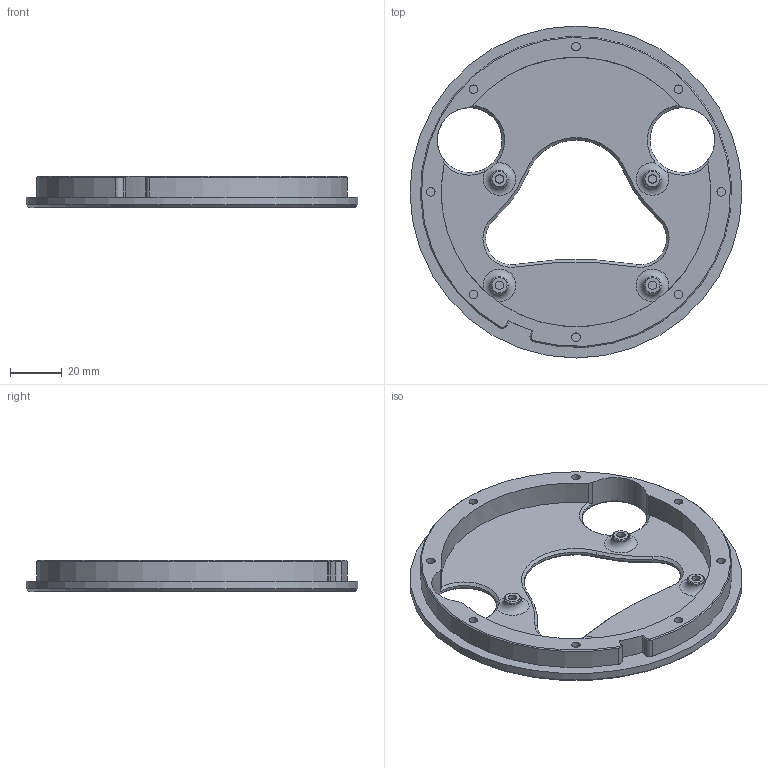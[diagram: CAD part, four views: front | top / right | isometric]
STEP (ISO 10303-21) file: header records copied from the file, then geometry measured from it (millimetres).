
FILE_DESCRIPTION(/* description */ ('','CAx-IF Rec.Pracs.---Representation and Presentation of Product Manufacturing Information (PMI)---4.0---2014-10-13'),/* implementation_level */ '2;1');
FILE_NAME(/* name */ '03 Inner Lower A1 - Inserts v3.step',/* time_stamp */ '2025-01-19T14:19:43Z',/* author */ (''),/* organization */ (''),/* preprocessor_version */ 'ST-DEVELOPER v20',/* originating_system */ 'Autodesk Translation Framework v13.20.0.188',/* authorisation */ '');
FILE_SCHEMA (('AP242_MANAGED_MODEL_BASED_3D_ENGINEERING_MIM_LF { 1 0 10303 442 1 1 4 }'));
Length unit declared in the file: millimetre
Products named in the file (1): 03 Inner Lower A1 - Inserts
Bounding box: 128 x 128 x 12 mm (x, y, z)
Volume: 52218.8 mm3; surface area: 28806.7 mm2
Topology: 1 solids, 1 shells, 127 faces, 260 edges, 159 vertices
Faces by surface type: cylinder 43, plane 40, cone 38, torus 4, bspline 2
Full cylindrical faces by diameter (mm): 3.2 x4, 3.3 x8, 4.2 x12, 6.6 x4, 25 x2, 128 x1
Entity records: 3479 total; most frequent: CARTESIAN_POINT 659, DIRECTION 644, ORIENTED_EDGE 520, AXIS2_PLACEMENT_3D 272, EDGE_CURVE 260, VERTEX_POINT 159, EDGE_LOOP 157, CIRCLE 144
